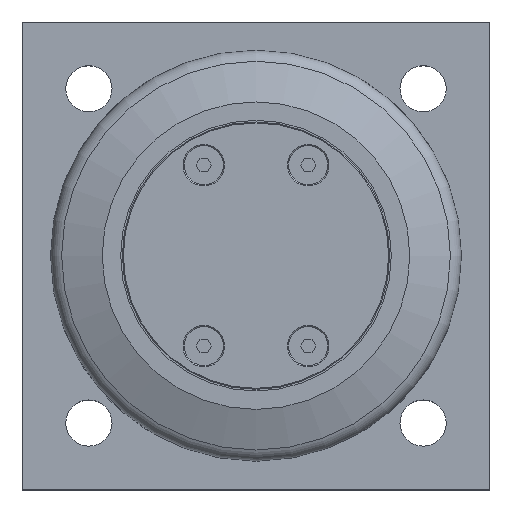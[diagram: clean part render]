
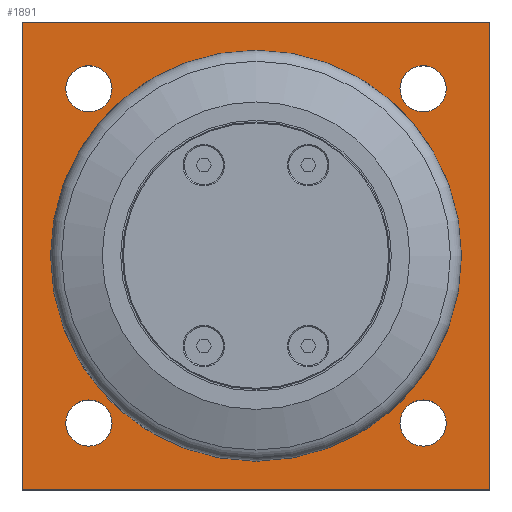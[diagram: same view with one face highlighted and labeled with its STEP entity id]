
A CAD part, top view. The second image highlights one B-rep face of the part: STEP entity #1891.
In plain terms, the highlighted planar face has unit normal (0, 0, 1).
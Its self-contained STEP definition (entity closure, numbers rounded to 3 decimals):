
#56=LINE('',#2925,#182);
#59=LINE('',#2930,#185);
#61=LINE('',#2934,#187);
#63=LINE('',#2937,#189);
#182=VECTOR('',#2345,10.);
#185=VECTOR('',#2350,10.);
#187=VECTOR('',#2354,10.);
#189=VECTOR('',#2358,10.);
#338=FACE_BOUND('',#548,.T.);
#339=FACE_BOUND('',#549,.T.);
#340=FACE_BOUND('',#550,.T.);
#341=FACE_BOUND('',#551,.T.);
#342=FACE_BOUND('',#552,.T.);
#371=PLANE('',#2063);
#438=FACE_OUTER_BOUND('',#547,.T.);
#547=EDGE_LOOP('',(#1365,#1366,#1367,#1368));
#548=EDGE_LOOP('',(#1369,#1370));
#549=EDGE_LOOP('',(#1371,#1372));
#550=EDGE_LOOP('',(#1373,#1374));
#551=EDGE_LOOP('',(#1375,#1376));
#552=EDGE_LOOP('',(#1377));
#686=CIRCLE('',#2051,6.918);
#687=CIRCLE('',#2052,6.918);
#688=CIRCLE('',#2054,6.918);
#689=CIRCLE('',#2055,6.918);
#690=CIRCLE('',#2057,6.918);
#691=CIRCLE('',#2058,6.918);
#692=CIRCLE('',#2060,6.918);
#693=CIRCLE('',#2061,6.918);
#694=CIRCLE('',#2064,39.5);
#810=VERTEX_POINT('',#2923);
#811=VERTEX_POINT('',#2924);
#812=VERTEX_POINT('',#2929);
#813=VERTEX_POINT('',#2933);
#814=VERTEX_POINT('',#2939);
#815=VERTEX_POINT('',#2940);
#816=VERTEX_POINT('',#2945);
#817=VERTEX_POINT('',#2946);
#818=VERTEX_POINT('',#2951);
#819=VERTEX_POINT('',#2952);
#820=VERTEX_POINT('',#2957);
#821=VERTEX_POINT('',#2958);
#822=VERTEX_POINT('',#2965);
#1012=EDGE_CURVE('',#810,#811,#56,.T.);
#1015=EDGE_CURVE('',#812,#810,#59,.T.);
#1017=EDGE_CURVE('',#813,#812,#61,.T.);
#1019=EDGE_CURVE('',#811,#813,#63,.T.);
#1020=EDGE_CURVE('',#814,#815,#686,.T.);
#1021=EDGE_CURVE('',#815,#814,#687,.T.);
#1023=EDGE_CURVE('',#816,#817,#688,.T.);
#1024=EDGE_CURVE('',#817,#816,#689,.T.);
#1026=EDGE_CURVE('',#818,#819,#690,.T.);
#1027=EDGE_CURVE('',#819,#818,#691,.T.);
#1029=EDGE_CURVE('',#820,#821,#692,.T.);
#1030=EDGE_CURVE('',#821,#820,#693,.T.);
#1033=EDGE_CURVE('',#822,#822,#694,.T.);
#1365=ORIENTED_EDGE('',*,*,#1019,.F.);
#1366=ORIENTED_EDGE('',*,*,#1012,.F.);
#1367=ORIENTED_EDGE('',*,*,#1015,.F.);
#1368=ORIENTED_EDGE('',*,*,#1017,.F.);
#1369=ORIENTED_EDGE('',*,*,#1020,.T.);
#1370=ORIENTED_EDGE('',*,*,#1021,.T.);
#1371=ORIENTED_EDGE('',*,*,#1023,.T.);
#1372=ORIENTED_EDGE('',*,*,#1024,.T.);
#1373=ORIENTED_EDGE('',*,*,#1026,.T.);
#1374=ORIENTED_EDGE('',*,*,#1027,.T.);
#1375=ORIENTED_EDGE('',*,*,#1029,.T.);
#1376=ORIENTED_EDGE('',*,*,#1030,.T.);
#1377=ORIENTED_EDGE('',*,*,#1033,.T.);
#1891=ADVANCED_FACE('',(#438,#338,#339,#340,#341,#342),#371,.T.);
#2051=AXIS2_PLACEMENT_3D('',#2941,#2361,#2362);
#2052=AXIS2_PLACEMENT_3D('',#2942,#2363,#2364);
#2054=AXIS2_PLACEMENT_3D('',#2947,#2368,#2369);
#2055=AXIS2_PLACEMENT_3D('',#2948,#2370,#2371);
#2057=AXIS2_PLACEMENT_3D('',#2953,#2375,#2376);
#2058=AXIS2_PLACEMENT_3D('',#2954,#2377,#2378);
#2060=AXIS2_PLACEMENT_3D('',#2959,#2382,#2383);
#2061=AXIS2_PLACEMENT_3D('',#2960,#2384,#2385);
#2063=AXIS2_PLACEMENT_3D('',#2964,#2390,#2391);
#2064=AXIS2_PLACEMENT_3D('',#2966,#2392,#2393);
#2345=DIRECTION('',(-1.,0.,0.));
#2350=DIRECTION('',(0.,-1.,0.));
#2354=DIRECTION('',(1.,0.,0.));
#2358=DIRECTION('',(0.,1.,0.));
#2361=DIRECTION('center_axis',(0.,0.,-1.));
#2362=DIRECTION('ref_axis',(1.,0.,0.));
#2363=DIRECTION('center_axis',(0.,0.,-1.));
#2364=DIRECTION('ref_axis',(1.,0.,0.));
#2368=DIRECTION('center_axis',(0.,0.,-1.));
#2369=DIRECTION('ref_axis',(1.,0.,0.));
#2370=DIRECTION('center_axis',(0.,0.,-1.));
#2371=DIRECTION('ref_axis',(1.,0.,0.));
#2375=DIRECTION('center_axis',(0.,0.,-1.));
#2376=DIRECTION('ref_axis',(1.,0.,0.));
#2377=DIRECTION('center_axis',(0.,0.,-1.));
#2378=DIRECTION('ref_axis',(1.,0.,0.));
#2382=DIRECTION('center_axis',(0.,0.,-1.));
#2383=DIRECTION('ref_axis',(1.,0.,0.));
#2384=DIRECTION('center_axis',(0.,0.,-1.));
#2385=DIRECTION('ref_axis',(1.,0.,0.));
#2390=DIRECTION('center_axis',(0.,0.,1.));
#2391=DIRECTION('ref_axis',(1.,0.,0.));
#2392=DIRECTION('center_axis',(0.,0.,-1.));
#2393=DIRECTION('ref_axis',(0.,1.,0.));
#2923=CARTESIAN_POINT('',(140.,0.,20.));
#2924=CARTESIAN_POINT('',(0.,0.,20.));
#2925=CARTESIAN_POINT('',(0.,0.,20.));
#2929=CARTESIAN_POINT('',(140.,140.,20.));
#2930=CARTESIAN_POINT('',(140.,0.,20.));
#2933=CARTESIAN_POINT('',(0.,140.,20.));
#2934=CARTESIAN_POINT('',(140.,140.,20.));
#2937=CARTESIAN_POINT('',(0.,140.,20.));
#2939=CARTESIAN_POINT('',(26.917,120.,20.));
#2940=CARTESIAN_POINT('',(13.082,120.,20.));
#2941=CARTESIAN_POINT('Origin',(20.,120.,20.));
#2942=CARTESIAN_POINT('Origin',(20.,120.,20.));
#2945=CARTESIAN_POINT('',(126.918,120.,20.));
#2946=CARTESIAN_POINT('',(113.083,120.,20.));
#2947=CARTESIAN_POINT('Origin',(120.,120.,20.));
#2948=CARTESIAN_POINT('Origin',(120.,120.,20.));
#2951=CARTESIAN_POINT('',(126.918,20.,20.));
#2952=CARTESIAN_POINT('',(113.083,20.,20.));
#2953=CARTESIAN_POINT('Origin',(120.,20.,20.));
#2954=CARTESIAN_POINT('Origin',(120.,20.,20.));
#2957=CARTESIAN_POINT('',(26.917,20.,20.));
#2958=CARTESIAN_POINT('',(13.082,20.,20.));
#2959=CARTESIAN_POINT('Origin',(20.,20.,20.));
#2960=CARTESIAN_POINT('Origin',(20.,20.,20.));
#2964=CARTESIAN_POINT('Origin',(70.,70.,20.));
#2965=CARTESIAN_POINT('',(70.,30.5,20.));
#2966=CARTESIAN_POINT('Origin',(70.,70.,20.));
